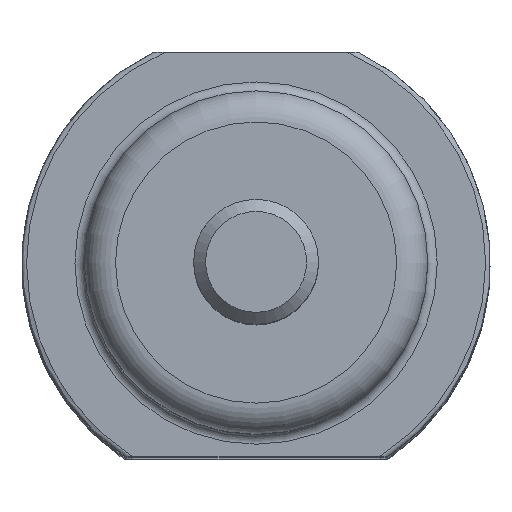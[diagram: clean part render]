
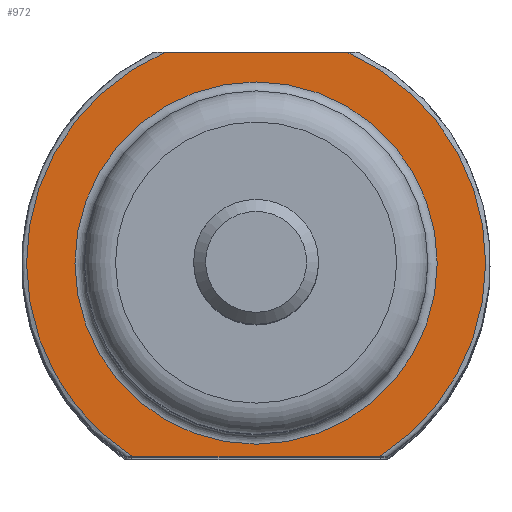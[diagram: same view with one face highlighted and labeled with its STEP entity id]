
A CAD part, top view. The second image highlights one B-rep face of the part: STEP entity #972.
In plain terms, the highlighted planar face has unit normal (0, 0, 1).
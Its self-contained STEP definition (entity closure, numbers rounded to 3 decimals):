
#44=PLANE('',#1079);
#77=LINE('',#1662,#111);
#78=LINE('',#1666,#112);
#111=VECTOR('',#1247,1000.);
#112=VECTOR('',#1250,1000.);
#221=ORIENTED_EDGE('',*,*,#477,.F.);
#222=ORIENTED_EDGE('',*,*,#478,.T.);
#223=ORIENTED_EDGE('',*,*,#479,.F.);
#224=ORIENTED_EDGE('',*,*,#480,.T.);
#225=ORIENTED_EDGE('',*,*,#481,.T.);
#477=EDGE_CURVE('',#603,#604,#684,.T.);
#478=EDGE_CURVE('',#603,#605,#77,.T.);
#479=EDGE_CURVE('',#606,#605,#685,.T.);
#480=EDGE_CURVE('',#606,#604,#78,.T.);
#481=EDGE_CURVE('',#607,#607,#686,.T.);
#603=VERTEX_POINT('',#1660);
#604=VERTEX_POINT('',#1661);
#605=VERTEX_POINT('',#1663);
#606=VERTEX_POINT('',#1665);
#607=VERTEX_POINT('',#1668);
#684=CIRCLE('',#1080,14.7);
#685=CIRCLE('',#1081,14.7);
#686=CIRCLE('',#1082,11.6);
#747=EDGE_LOOP('',(#221,#222,#223,#224));
#748=EDGE_LOOP('',(#225));
#853=FACE_BOUND('',#747,.T.);
#854=FACE_BOUND('',#748,.T.);
#972=ADVANCED_FACE('',(#853,#854),#44,.F.);
#1079=AXIS2_PLACEMENT_3D('',#1658,#1243,#1244);
#1080=AXIS2_PLACEMENT_3D('',#1659,#1245,#1246);
#1081=AXIS2_PLACEMENT_3D('',#1664,#1248,#1249);
#1082=AXIS2_PLACEMENT_3D('',#1667,#1251,#1252);
#1243=DIRECTION('',(0.,0.,-1.));
#1244=DIRECTION('',(-1.,0.,0.));
#1245=DIRECTION('',(0.,0.,-1.));
#1246=DIRECTION('',(-1.,0.,0.));
#1247=DIRECTION('',(-1.,0.,0.));
#1248=DIRECTION('',(0.,0.,-1.));
#1249=DIRECTION('',(-1.,0.,0.));
#1250=DIRECTION('',(1.,0.,0.));
#1251=DIRECTION('',(0.,0.,-1.));
#1252=DIRECTION('',(-1.,0.,0.));
#1658=CARTESIAN_POINT('',(0.,0.,0.));
#1659=CARTESIAN_POINT('',(0.,0.,0.));
#1660=CARTESIAN_POINT('',(5.817,13.5,0.));
#1661=CARTESIAN_POINT('',(7.895,-12.4,0.));
#1662=CARTESIAN_POINT('',(16.,13.5,0.));
#1663=CARTESIAN_POINT('',(-5.817,13.5,0.));
#1664=CARTESIAN_POINT('',(0.,0.,0.));
#1665=CARTESIAN_POINT('',(-7.895,-12.4,0.));
#1666=CARTESIAN_POINT('',(-16.,-12.4,0.));
#1667=CARTESIAN_POINT('',(0.,0.,0.));
#1668=CARTESIAN_POINT('',(-11.6,0.,0.));
